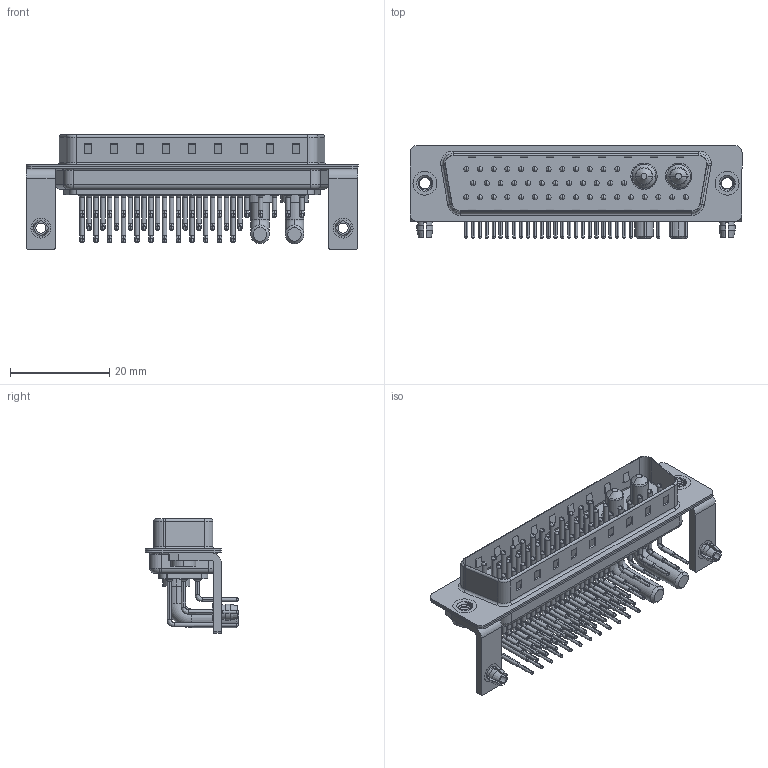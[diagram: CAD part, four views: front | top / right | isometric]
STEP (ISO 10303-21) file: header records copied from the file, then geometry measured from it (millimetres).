
FILE_DESCRIPTION (( 'STEP AP203' ), '1' );
FILE_NAME ('629-43W2240-4TB.STEP', '2022-05-18T12:56:09', ( '' ), ( '' ), 'SwSTEP 2.0', 'SolidWorks 2020', '' );
FILE_SCHEMA (( 'CONFIG_CONTROL_DESIGN' ));
Length unit declared in the file: millimetre
Products named in the file (11): 629Combo Shell Rear_50 Contacts; 629Combo Shell Front_50 Contacts; 629Combo Contact Row 2_50 Contacts; 629Combo Stabilizer Bracket_50 Contacts; 629Combo Contact Row 1_50 Contacts; 629Combo Housing_43W2; 629-43W2240-4TB; Power Pin_40A RA 50; 629Combo Threaded Rivet_2; 629Combo Board Lock_50 Contacts; 629Combo Contact Row 3
Assembly tree (52 placements, depth 2):
  629-43W2240-4TB
    629Combo Housing_43W2
    629Combo Shell Rear_50 Contacts
    629Combo Shell Front_50 Contacts
    629Combo Threaded Rivet_2  x2
    629Combo Stabilizer Bracket_50 Contacts  x2
    629Combo Board Lock_50 Contacts  x2
    Power Pin_40A RA 50  x2
    629Combo Contact Row 1_50 Contacts  x12
    629Combo Contact Row 2_50 Contacts  x12
    629Combo Contact Row 3  x17
Bounding box: 67 x 18.8 x 23.1 mm (x, y, z)
Volume: 5801 mm3; surface area: 13658.4 mm2
Topology: 54 solids, 54 shells, 5148 faces, 14347 edges, 9328 vertices
Faces by surface type: plane 2915, cylinder 1715, bspline 254, cone 206, torus 58
Entity records: 38739 total; most frequent: CARTESIAN_POINT 7816, DIRECTION 6291, ORIENTED_EDGE 5736, EDGE_CURVE 2868, AXIS2_PLACEMENT_3D 2318, VERTEX_POINT 1864, VECTOR 1655, LINE 1655
